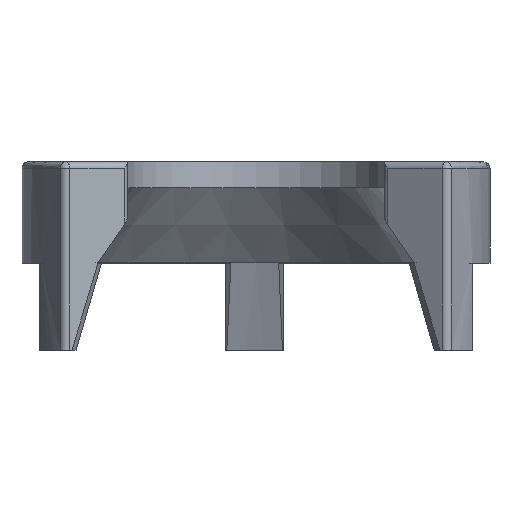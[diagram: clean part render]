
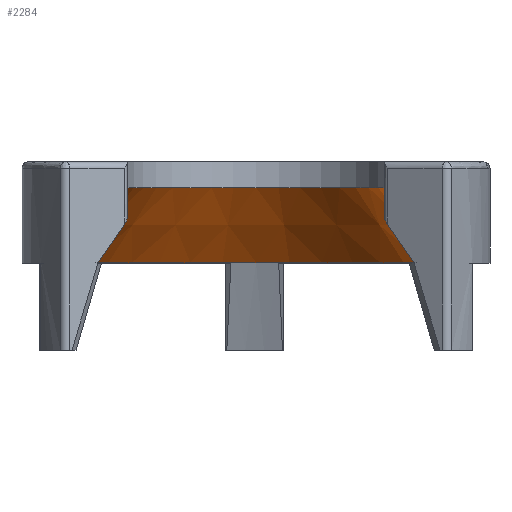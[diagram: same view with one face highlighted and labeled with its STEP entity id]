
A CAD part, front view. The second image highlights one B-rep face of the part: STEP entity #2284.
In plain terms, the highlighted conical face has half-angle 40 degrees and reference radius 10 mm.
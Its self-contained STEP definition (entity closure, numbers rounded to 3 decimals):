
#87 = ORIENTED_EDGE ( 'NONE', *, *, #1613, .F. ) ;
#149 = ORIENTED_EDGE ( 'NONE', *, *, #335, .T. ) ;
#256 = ORIENTED_EDGE ( 'NONE', *, *, #1661, .F. ) ;
#264 = FACE_OUTER_BOUND ( 'NONE', #1325, .T. ) ;
#280 = AXIS2_PLACEMENT_3D ( 'NONE', #724, #2053, #504 ) ;
#289 = CONICAL_SURFACE ( 'NONE', #1724, 10., 0.698 ) ;
#335 = EDGE_CURVE ( 'NONE', #380, #1593, #695, .T. ) ;
#380 = VERTEX_POINT ( 'NONE', #1445 ) ;
#427 = ORIENTED_EDGE ( 'NONE', *, *, #615, .F. ) ;
#504 = DIRECTION ( 'NONE',  ( 1., 0., 0. ) ) ;
#558 = CARTESIAN_POINT ( 'NONE',  ( 0., 0., -7.75 ) ) ;
#615 = EDGE_CURVE ( 'NONE', #380, #2126, #1305, .T. ) ;
#648 = VECTOR ( 'NONE', #1234, 1000. ) ;
#678 = LINE ( 'NONE', #780, #648 ) ;
#695 = LINE ( 'NONE', #800, #1447 ) ;
#724 = CARTESIAN_POINT ( 'NONE',  ( 0., 0., -2. ) ) ;
#735 = CIRCLE ( 'NONE', #2200, 14.825 ) ;
#773 = DIRECTION ( 'NONE',  ( -1., 0., 0. ) ) ;
#780 = CARTESIAN_POINT ( 'NONE',  ( 10., 0., -2. ) ) ;
#800 = CARTESIAN_POINT ( 'NONE',  ( -10., 0., -2. ) ) ;
#914 = CARTESIAN_POINT ( 'NONE',  ( 14.825, 0., -7.75 ) ) ;
#1234 = DIRECTION ( 'NONE',  ( 0.643, 0., -0.766 ) ) ;
#1246 = DIRECTION ( 'NONE',  ( 0., 0., -1. ) ) ;
#1305 = CIRCLE ( 'NONE', #280, 10. ) ;
#1325 = EDGE_LOOP ( 'NONE', ( #256, #427, #149, #87 ) ) ;
#1396 = CARTESIAN_POINT ( 'NONE',  ( 10., 0., -2. ) ) ;
#1445 = CARTESIAN_POINT ( 'NONE',  ( -10., 0., -2. ) ) ;
#1447 = VECTOR ( 'NONE', #2356, 1000. ) ;
#1504 = CARTESIAN_POINT ( 'NONE',  ( 0., 0., -2. ) ) ;
#1593 = VERTEX_POINT ( 'NONE', #1652 ) ;
#1613 = EDGE_CURVE ( 'NONE', #1943, #1593, #735, .T. ) ;
#1652 = CARTESIAN_POINT ( 'NONE',  ( -14.825, 0., -7.75 ) ) ;
#1661 = EDGE_CURVE ( 'NONE', #2126, #1943, #678, .T. ) ;
#1724 = AXIS2_PLACEMENT_3D ( 'NONE', #1504, #1246, #2698 ) ;
#1943 = VERTEX_POINT ( 'NONE', #914 ) ;
#2053 = DIRECTION ( 'NONE',  ( 0., 0., -1. ) ) ;
#2111 = DIRECTION ( 'NONE',  ( 0., 0., 1. ) ) ;
#2126 = VERTEX_POINT ( 'NONE', #1396 ) ;
#2200 = AXIS2_PLACEMENT_3D ( 'NONE', #558, #2111, #773 ) ;
#2284 = ADVANCED_FACE ( 'NONE', ( #264 ), #289, .F. ) ;
#2356 = DIRECTION ( 'NONE',  ( -0.643, 0., -0.766 ) ) ;
#2698 = DIRECTION ( 'NONE',  ( -1., 0., 0. ) ) ;
